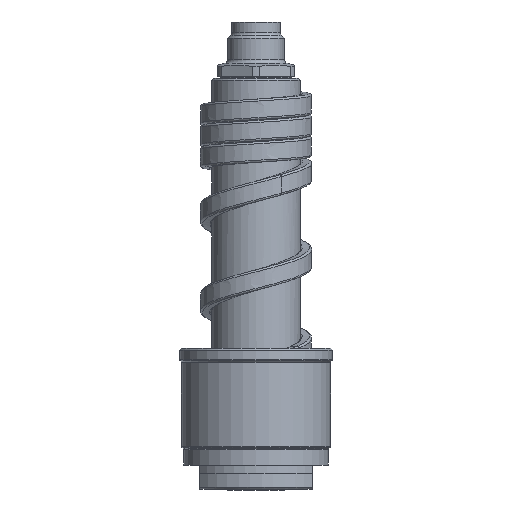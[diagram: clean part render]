
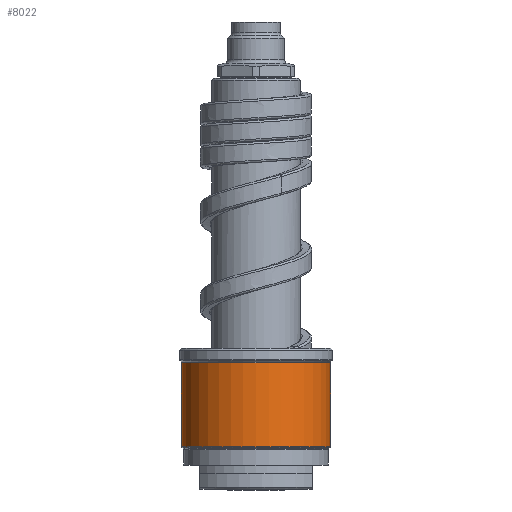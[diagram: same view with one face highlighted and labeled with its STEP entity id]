
A CAD part, front view. The second image highlights one B-rep face of the part: STEP entity #8022.
In plain terms, the highlighted cylindrical face has radius 18.5 mm (diameter 37 mm), a partial arc.
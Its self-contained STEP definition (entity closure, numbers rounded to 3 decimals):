
#1312=CARTESIAN_POINT('',(0.,0.,10.583));
#1313=DIRECTION('',(0.,0.,1.));
#1314=DIRECTION('',(-1.,0.,0.));
#1315=AXIS2_PLACEMENT_3D('',#1312,#1313,#1314);
#1317=DIRECTION('',(0.,0.,-1.));
#1318=VECTOR('',#1317,20.834);
#1319=CARTESIAN_POINT('',(-18.5,0.,31.417));
#1320=LINE('',#1319,#1318);
#1321=CARTESIAN_POINT('',(0.,0.,31.417));
#1322=DIRECTION('',(0.,0.,1.));
#1323=DIRECTION('',(-1.,0.,0.));
#1324=AXIS2_PLACEMENT_3D('',#1321,#1322,#1323);
#1326=DIRECTION('',(0.,0.,-1.));
#1327=VECTOR('',#1326,20.834);
#1328=CARTESIAN_POINT('',(18.5,0.,31.417));
#1329=LINE('',#1328,#1327);
#5923=CARTESIAN_POINT('',(18.5,0.,31.417));
#5924=CARTESIAN_POINT('',(-18.5,0.,31.417));
#5925=VERTEX_POINT('',#5923);
#5926=VERTEX_POINT('',#5924);
#5949=CARTESIAN_POINT('',(18.5,0.,10.583));
#5950=VERTEX_POINT('',#5949);
#5951=CARTESIAN_POINT('',(-18.5,0.,10.583));
#5952=VERTEX_POINT('',#5951);
#8008=CARTESIAN_POINT('',(0.,0.,8.75));
#8009=DIRECTION('',(0.,0.,1.));
#8010=DIRECTION('',(-1.,0.,0.));
#8011=AXIS2_PLACEMENT_3D('',#8008,#8009,#8010);
#8012=CYLINDRICAL_SURFACE('',#8011,18.5);
#8014=ORIENTED_EDGE('',*,*,#8013,.F.);
#8016=ORIENTED_EDGE('',*,*,#8015,.F.);
#8017=ORIENTED_EDGE('',*,*,#7998,.T.);
#8019=ORIENTED_EDGE('',*,*,#8018,.T.);
#8020=EDGE_LOOP('',(#8014,#8016,#8017,#8019));
#8021=FACE_OUTER_BOUND('',#8020,.F.);
#1316=CIRCLE('',#1315,18.5);
#1325=CIRCLE('',#1324,18.5);
#7998=EDGE_CURVE('',#5926,#5925,#1325,.T.);
#8013=EDGE_CURVE('',#5952,#5950,#1316,.T.);
#8015=EDGE_CURVE('',#5926,#5952,#1320,.T.);
#8018=EDGE_CURVE('',#5925,#5950,#1329,.T.);
#8022=ADVANCED_FACE('',(#8021),#8012,.T.);
